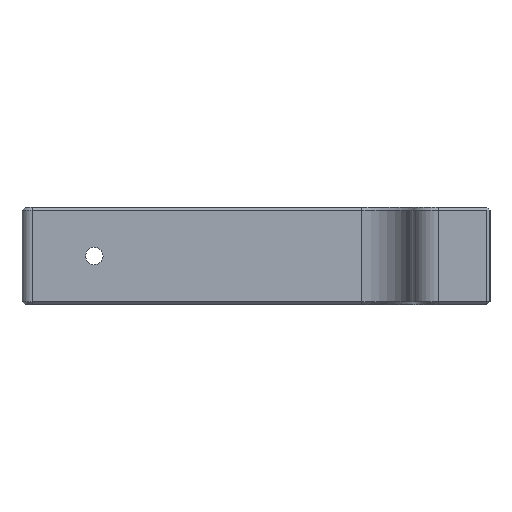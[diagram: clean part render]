
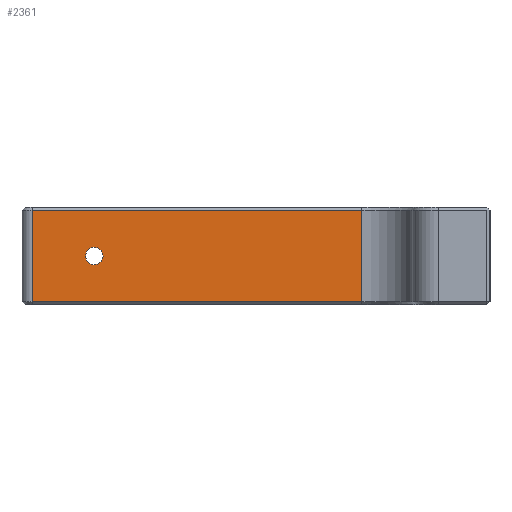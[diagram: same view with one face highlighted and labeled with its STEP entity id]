
A CAD part, left-side view. The second image highlights one B-rep face of the part: STEP entity #2361.
In plain terms, the highlighted planar face has unit normal (-1, 0, 0).
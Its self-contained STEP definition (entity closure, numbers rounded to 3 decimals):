
#68=FACE_BOUND('',#352,.T.);
#121=CIRCLE('',#2539,1.7);
#122=CIRCLE('',#2540,1.7);
#210=FACE_OUTER_BOUND('',#351,.T.);
#351=EDGE_LOOP('',(#1655,#1656,#1657,#1658));
#352=EDGE_LOOP('',(#1659,#1660));
#532=LINE('',#3527,#784);
#541=LINE('',#3563,#793);
#542=LINE('',#3567,#794);
#543=LINE('',#3568,#795);
#784=VECTOR('',#2810,10.);
#793=VECTOR('',#2849,10.);
#794=VECTOR('',#2854,10.);
#795=VECTOR('',#2855,10.);
#1033=VERTEX_POINT('',#3517);
#1035=VERTEX_POINT('',#3523);
#1048=VERTEX_POINT('',#3562);
#1049=VERTEX_POINT('',#3566);
#1050=VERTEX_POINT('',#3569);
#1051=VERTEX_POINT('',#3570);
#1268=EDGE_CURVE('',#1033,#1035,#532,.T.);
#1286=EDGE_CURVE('',#1035,#1048,#541,.T.);
#1288=EDGE_CURVE('',#1049,#1033,#542,.T.);
#1289=EDGE_CURVE('',#1048,#1049,#543,.T.);
#1290=EDGE_CURVE('',#1050,#1051,#121,.T.);
#1291=EDGE_CURVE('',#1051,#1050,#122,.T.);
#1655=ORIENTED_EDGE('',*,*,#1268,.F.);
#1656=ORIENTED_EDGE('',*,*,#1288,.F.);
#1657=ORIENTED_EDGE('',*,*,#1289,.F.);
#1658=ORIENTED_EDGE('',*,*,#1286,.F.);
#1659=ORIENTED_EDGE('',*,*,#1290,.T.);
#1660=ORIENTED_EDGE('',*,*,#1291,.T.);
#2265=PLANE('',#2538);
#2361=ADVANCED_FACE('',(#210,#68),#2265,.T.);
#2538=AXIS2_PLACEMENT_3D('',#3565,#2852,#2853);
#2539=AXIS2_PLACEMENT_3D('',#3571,#2856,#2857);
#2540=AXIS2_PLACEMENT_3D('',#3572,#2858,#2859);
#2810=DIRECTION('',(0.,-1.,0.));
#2849=DIRECTION('',(0.,0.,-1.));
#2852=DIRECTION('center_axis',(-1.,0.,0.));
#2853=DIRECTION('ref_axis',(0.,0.,1.));
#2854=DIRECTION('',(0.,0.,1.));
#2855=DIRECTION('',(0.,1.,0.));
#2856=DIRECTION('center_axis',(1.,0.,0.));
#2857=DIRECTION('ref_axis',(0.,0.,1.));
#2858=DIRECTION('center_axis',(1.,0.,0.));
#2859=DIRECTION('ref_axis',(0.,0.,1.));
#3517=CARTESIAN_POINT('',(-4.,22.2,14.4));
#3523=CARTESIAN_POINT('',(-4.,-42.,14.4));
#3527=CARTESIAN_POINT('',(-4.,-7.,14.4));
#3562=CARTESIAN_POINT('',(-4.,-42.,-3.4));
#3563=CARTESIAN_POINT('',(-4.,-42.,5.5));
#3565=CARTESIAN_POINT('Origin',(-4.,-7.,-4.));
#3566=CARTESIAN_POINT('',(-4.,22.2,-3.4));
#3567=CARTESIAN_POINT('',(-4.,22.2,0.));
#3568=CARTESIAN_POINT('',(-4.,-7.,-3.4));
#3569=CARTESIAN_POINT('',(-4.,10.1,7.2));
#3570=CARTESIAN_POINT('',(-4.,10.1,3.8));
#3571=CARTESIAN_POINT('Origin',(-4.,10.1,5.5));
#3572=CARTESIAN_POINT('Origin',(-4.,10.1,5.5));
